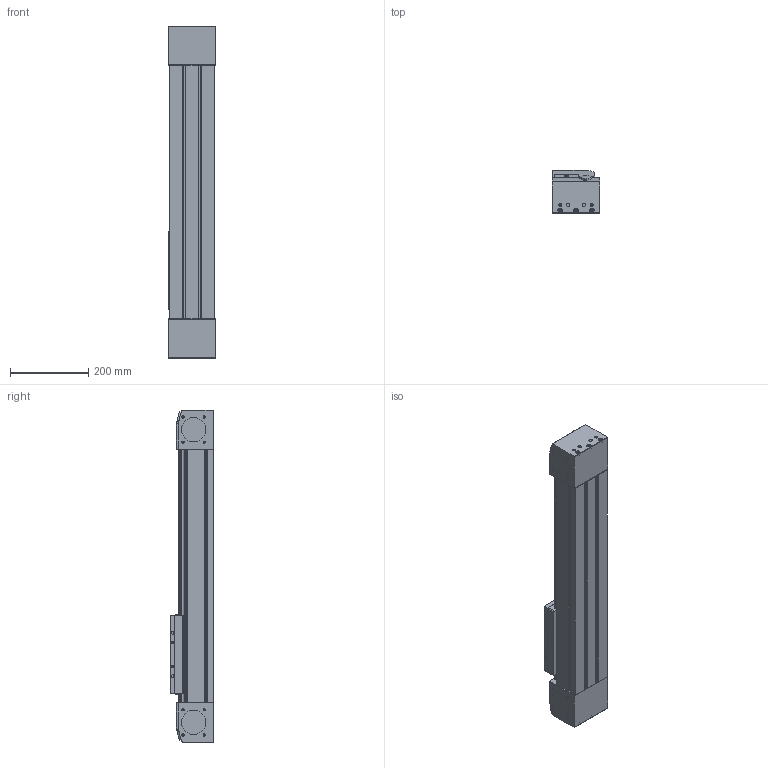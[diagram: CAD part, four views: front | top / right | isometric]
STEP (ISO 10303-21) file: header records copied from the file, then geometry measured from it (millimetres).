
FILE_DESCRIPTION(/* description */ ('STEP AP214'),/* implementation_level */ '2;1');
FILE_NAME(/* name */ '3013364_EGC-120-400-TB-KF-0H-GK',/* time_stamp */ '2024-08-26T16:29:31+02:00',/* author */ ('License CC BY-ND 4.0'),/* organization */ ('CADENAS'),/* preprocessor_version */ 'ST-DEVELOPER v19.3',/* originating_system */ 'PARTsolutions',/* authorisation */ ' ');
FILE_SCHEMA (('AUTOMOTIVE_DESIGN {1 0 10303 214 3 1 1}'));
Length unit declared in the file: millimetre
Products named in the file (7): 3013364 EGC-120-400-TB-KF-0H-GK---(0); EGC-120-TB646123GK0--0---0_0_R0L22000; EGC-120-TB-KF___(0_0_0_Deckel LI); EGC-120-TB-KF_(AK); EGC-120-TB-KF__(CUP); EGC-120-TB-KF___(0_0_Deckel RE); EGC-120-GK-GPTB1----(0)
Assembly tree (9 placements, depth 2):
  3013364 EGC-120-400-TB-KF-0H-GK---(0)
    EGC-120-TB646123GK0--0---0_0_R0L22000
    EGC-120-TB-KF___(0_0_0_Deckel LI)
    EGC-120-TB-KF_(AK)  x2
    EGC-120-TB-KF__(CUP)  x3
    EGC-120-TB-KF___(0_0_Deckel RE)
    EGC-120-GK-GPTB1----(0)
Bounding box: 120 x 111.5 x 846 mm (x, y, z)
Volume: 7823400.3 mm3; surface area: 700926 mm2
Topology: 9 solids, 9 shells, 603 faces, 1477 edges, 960 vertices
Faces by surface type: plane 325, cylinder 186, cone 90, torus 2
Full cylindrical faces by diameter (mm): 4.134 x10, 4.917 x26, 6.647 x4, 7 x2, 9 x12, 9.6 x2, 10 x6, 11 x6, 23 x4, 25.3 x2, 35 x4, 54 x2, 59 x2, 62 x7
Entity records: 17750 total; most frequent: CARTESIAN_POINT 2976, DIRECTION 2716, ORIENTED_EDGE 2410, EDGE_CURVE 1205, AXIS2_PLACEMENT_3D 998, VERTEX_POINT 900, FACE_BOUND 839, EDGE_LOOP 813
